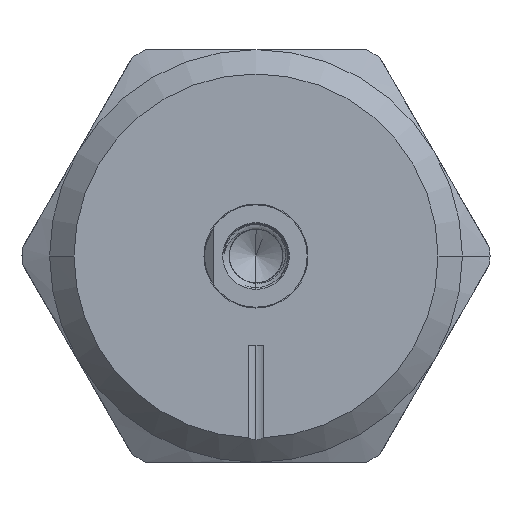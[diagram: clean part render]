
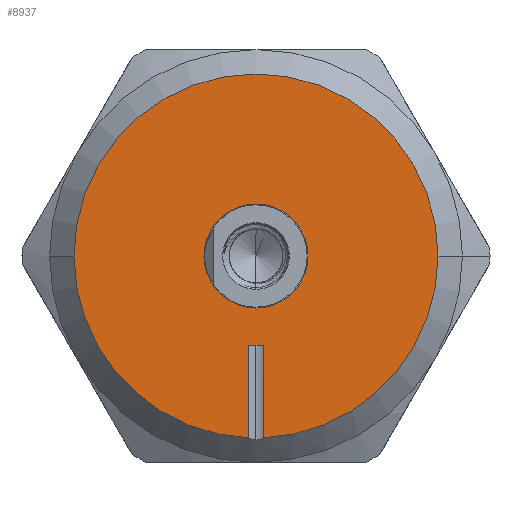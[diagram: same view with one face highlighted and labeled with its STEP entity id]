
A CAD part, left-side view. The second image highlights one B-rep face of the part: STEP entity #8937.
In plain terms, the highlighted planar face has unit normal (-1, 0, 0).
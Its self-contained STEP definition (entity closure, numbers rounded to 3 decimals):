
#238 = ORIENTED_EDGE ( 'NONE', *, *, #8664, .T. ) ;
#735 = CARTESIAN_POINT ( 'NONE',  ( -10., 0., 0. ) ) ;
#772 = LINE ( 'NONE', #13673, #14347 ) ;
#890 = CIRCLE ( 'NONE', #9109, 11.2 ) ;
#912 = EDGE_CURVE ( 'NONE', #1223, #9666, #772, .T. ) ;
#1028 = VERTEX_POINT ( 'NONE', #8908 ) ;
#1122 = VECTOR ( 'NONE', #10980, 1000. ) ;
#1223 = VERTEX_POINT ( 'NONE', #5201 ) ;
#1455 = DIRECTION ( 'NONE',  ( -1., 0., 0. ) ) ;
#1506 = LINE ( 'NONE', #1937, #1122 ) ;
#1619 = ORIENTED_EDGE ( 'NONE', *, *, #6594, .T. ) ;
#1937 = CARTESIAN_POINT ( 'NONE',  ( -10., 0.436, -15.5 ) ) ;
#2442 = ORIENTED_EDGE ( 'NONE', *, *, #10315, .T. ) ;
#2674 = CARTESIAN_POINT ( 'NONE',  ( -10., -3.2, 0. ) ) ;
#2775 = DIRECTION ( 'NONE',  ( 0., 1., 0. ) ) ;
#2824 = CARTESIAN_POINT ( 'NONE',  ( -10., 11.2, 0. ) ) ;
#3348 = VERTEX_POINT ( 'NONE', #15551 ) ;
#4060 = CIRCLE ( 'NONE', #5912, 11.2 ) ;
#4418 = DIRECTION ( 'NONE',  ( -1., 0., 0. ) ) ;
#4492 = CIRCLE ( 'NONE', #5662, 3.2 ) ;
#4555 = CARTESIAN_POINT ( 'NONE',  ( -10., 0., 0. ) ) ;
#4645 = VERTEX_POINT ( 'NONE', #5688 ) ;
#4677 = ORIENTED_EDGE ( 'NONE', *, *, #7475, .T. ) ;
#5201 = CARTESIAN_POINT ( 'NONE',  ( -10., -0.436, -5.5 ) ) ;
#5662 = AXIS2_PLACEMENT_3D ( 'NONE', #12223, #14635, #13488 ) ;
#5688 = CARTESIAN_POINT ( 'NONE',  ( -10., 0.436, -5.5 ) ) ;
#5912 = AXIS2_PLACEMENT_3D ( 'NONE', #14054, #1455, #2775 ) ;
#6240 = FACE_OUTER_BOUND ( 'NONE', #7186, .T. ) ;
#6247 = EDGE_CURVE ( 'NONE', #1028, #15605, #4492, .T. ) ;
#6393 = DIRECTION ( 'NONE',  ( 0., -1., 0. ) ) ;
#6594 = EDGE_CURVE ( 'NONE', #4645, #1223, #7078, .T. ) ;
#6625 = CARTESIAN_POINT ( 'NONE',  ( -10., -0.436, -11.192 ) ) ;
#7078 = LINE ( 'NONE', #13911, #13149 ) ;
#7186 = EDGE_LOOP ( 'NONE', ( #1619, #15714, #2442, #238, #13263, #4677 ) ) ;
#7475 = EDGE_CURVE ( 'NONE', #11722, #4645, #1506, .T. ) ;
#7527 = AXIS2_PLACEMENT_3D ( 'NONE', #4555, #9465, #8369 ) ;
#7839 = FACE_BOUND ( 'NONE', #10268, .T. ) ;
#8359 = ORIENTED_EDGE ( 'NONE', *, *, #6247, .F. ) ;
#8369 = DIRECTION ( 'NONE',  ( 0., 1., 0. ) ) ;
#8664 = EDGE_CURVE ( 'NONE', #3348, #13582, #4060, .T. ) ;
#8751 = AXIS2_PLACEMENT_3D ( 'NONE', #12180, #14647, #16009 ) ;
#8908 = CARTESIAN_POINT ( 'NONE',  ( -10., 3.2, 0. ) ) ;
#8937 = ADVANCED_FACE ( 'NONE', ( #7839, #6240 ), #12206, .T. ) ;
#9012 = CARTESIAN_POINT ( 'NONE',  ( -10., 0., 0. ) ) ;
#9068 = DIRECTION ( 'NONE',  ( 0., 1., 0. ) ) ;
#9109 = AXIS2_PLACEMENT_3D ( 'NONE', #735, #4418, #14372 ) ;
#9465 = DIRECTION ( 'NONE',  ( -1., 0., 0. ) ) ;
#9666 = VERTEX_POINT ( 'NONE', #6625 ) ;
#9992 = DIRECTION ( 'NONE',  ( 0., 0., -1. ) ) ;
#10092 = EDGE_CURVE ( 'NONE', #15605, #1028, #11341, .T. ) ;
#10268 = EDGE_LOOP ( 'NONE', ( #8359, #11064 ) ) ;
#10315 = EDGE_CURVE ( 'NONE', #9666, #3348, #890, .T. ) ;
#10980 = DIRECTION ( 'NONE',  ( 0., 0., 1. ) ) ;
#11064 = ORIENTED_EDGE ( 'NONE', *, *, #10092, .F. ) ;
#11341 = CIRCLE ( 'NONE', #14013, 3.2 ) ;
#11722 = VERTEX_POINT ( 'NONE', #15353 ) ;
#12180 = CARTESIAN_POINT ( 'NONE',  ( -10., 0., 0. ) ) ;
#12206 = PLANE ( 'NONE',  #7527 ) ;
#12223 = CARTESIAN_POINT ( 'NONE',  ( -10., 0., 0. ) ) ;
#12299 = CIRCLE ( 'NONE', #8751, 11.2 ) ;
#13149 = VECTOR ( 'NONE', #6393, 1000. ) ;
#13263 = ORIENTED_EDGE ( 'NONE', *, *, #13900, .T. ) ;
#13488 = DIRECTION ( 'NONE',  ( 0., 1., 0. ) ) ;
#13582 = VERTEX_POINT ( 'NONE', #2824 ) ;
#13673 = CARTESIAN_POINT ( 'NONE',  ( -10., -0.436, -15.5 ) ) ;
#13900 = EDGE_CURVE ( 'NONE', #13582, #11722, #12299, .T. ) ;
#13911 = CARTESIAN_POINT ( 'NONE',  ( -10., 0., -5.5 ) ) ;
#13941 = DIRECTION ( 'NONE',  ( -1., 0., 0. ) ) ;
#14013 = AXIS2_PLACEMENT_3D ( 'NONE', #9012, #13941, #9068 ) ;
#14054 = CARTESIAN_POINT ( 'NONE',  ( -10., 0., 0. ) ) ;
#14347 = VECTOR ( 'NONE', #9992, 1000. ) ;
#14372 = DIRECTION ( 'NONE',  ( 0., 1., 0. ) ) ;
#14635 = DIRECTION ( 'NONE',  ( -1., 0., 0. ) ) ;
#14647 = DIRECTION ( 'NONE',  ( -1., 0., 0. ) ) ;
#15353 = CARTESIAN_POINT ( 'NONE',  ( -10., 0.436, -11.192 ) ) ;
#15551 = CARTESIAN_POINT ( 'NONE',  ( -10., -11.2, 0. ) ) ;
#15605 = VERTEX_POINT ( 'NONE', #2674 ) ;
#15714 = ORIENTED_EDGE ( 'NONE', *, *, #912, .T. ) ;
#16009 = DIRECTION ( 'NONE',  ( 0., 1., 0. ) ) ;
